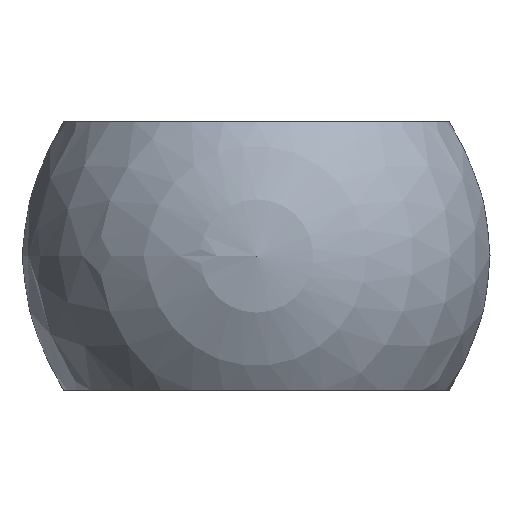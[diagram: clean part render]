
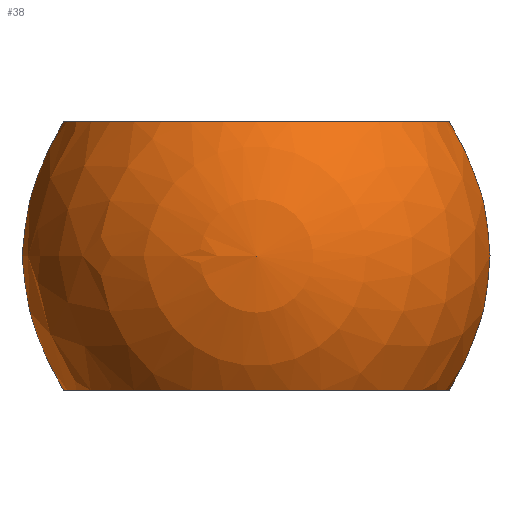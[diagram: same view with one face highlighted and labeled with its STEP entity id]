
A CAD part, left-side view. The second image highlights one B-rep face of the part: STEP entity #38.
In plain terms, the highlighted spherical face has radius 14 mm.
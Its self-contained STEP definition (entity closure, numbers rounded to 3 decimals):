
#38 = ADVANCED_FACE( '', ( #77, #78 ), #79, .T. );
#77 = FACE_BOUND( '', #115, .T. );
#78 = FACE_OUTER_BOUND( '', #116, .T. );
#79 = SPHERICAL_SURFACE( '', #117, 14. );
#115 = VERTEX_LOOP( '', #157 );
#116 = EDGE_LOOP( '', ( #158, #159, #160, #161 ) );
#117 = AXIS2_PLACEMENT_3D( '', #162, #163, #164 );
#157 = VERTEX_POINT( '', #202 );
#158 = ORIENTED_EDGE( '', *, *, #192, .F. );
#159 = ORIENTED_EDGE( '', *, *, #200, .T. );
#160 = ORIENTED_EDGE( '', *, *, #194, .F. );
#161 = ORIENTED_EDGE( '', *, *, #203, .T. );
#162 = CARTESIAN_POINT( '', ( 0., 0., 0. ) );
#163 = DIRECTION( '', ( 1., 0., 0. ) );
#164 = DIRECTION( '', ( 0., 1., 0. ) );
#192 = EDGE_CURVE( '', #212, #215, #216, .T. );
#194 = EDGE_CURVE( '', #217, #213, #219, .T. );
#200 = EDGE_CURVE( '', #212, #213, #228, .F. );
#202 = CARTESIAN_POINT( '', ( -14., 0., 0. ) );
#203 = EDGE_CURVE( '', #217, #215, #230, .F. );
#212 = VERTEX_POINT( '', #240 );
#213 = VERTEX_POINT( '', #241 );
#215 = VERTEX_POINT( '', #260 );
#216 = CIRCLE( '', #261, 9.1 );
#217 = VERTEX_POINT( '', #262 );
#219 = CIRCLE( '', #281, 9.1 );
#228 = CIRCLE( '', #290, 11.489 );
#230 = CIRCLE( '', #292, 11.489 );
#240 = CARTESIAN_POINT( '', ( 10.639, -4.337, 8. ) );
#241 = CARTESIAN_POINT( '', ( 10.639, 4.337, 8. ) );
#260 = CARTESIAN_POINT( '', ( 10.639, -4.337, -8. ) );
#261 = AXIS2_PLACEMENT_3D( '', #302, #303, #304 );
#262 = CARTESIAN_POINT( '', ( 10.639, 4.337, -8. ) );
#281 = AXIS2_PLACEMENT_3D( '', #305, #306, #307 );
#290 = AXIS2_PLACEMENT_3D( '', #317, #318, #319 );
#292 = AXIS2_PLACEMENT_3D( '', #320, #321, #322 );
#302 = CARTESIAN_POINT( '', ( 10.639, 0., 0. ) );
#303 = DIRECTION( '', ( 1., 0., 0. ) );
#304 = DIRECTION( '', ( 0., 1., 0. ) );
#305 = CARTESIAN_POINT( '', ( 10.639, 0., 0. ) );
#306 = DIRECTION( '', ( 1., 0., 0. ) );
#307 = DIRECTION( '', ( 0., 1., 0. ) );
#317 = CARTESIAN_POINT( '', ( 0., 0., 8. ) );
#318 = DIRECTION( '', ( 0., 0., 1. ) );
#319 = DIRECTION( '', ( 1., 0., 0. ) );
#320 = CARTESIAN_POINT( '', ( 0., 0., -8. ) );
#321 = DIRECTION( '', ( 0., 0., -1. ) );
#322 = DIRECTION( '', ( -1., 0., 0. ) );
